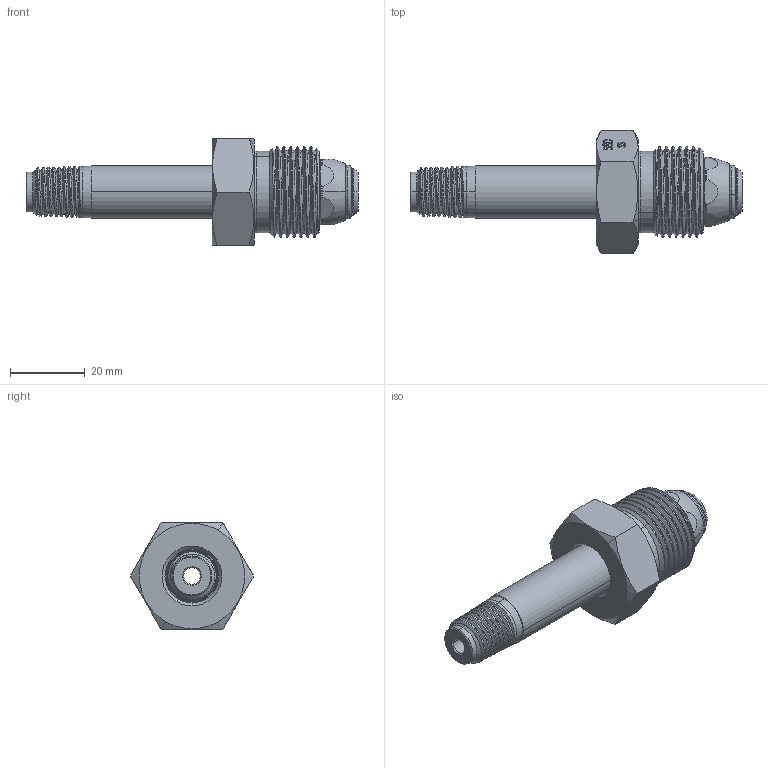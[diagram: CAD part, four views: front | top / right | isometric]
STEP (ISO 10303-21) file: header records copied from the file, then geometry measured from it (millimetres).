
FILE_DESCRIPTION (( 'STEP AP203' ), '1' );
FILE_NAME ('INL-580SS-4M-56V.STEP', '2024-11-20T13:51:54', ( '' ), ( '' ), 'SwSTEP 2.0', 'SolidWorks 2018', '' );
FILE_SCHEMA (( 'CONFIG_CONTROL_DESIGN' ));
Length unit declared in the file: inch
Products named in the file (4): INL-580SS-4M-56V; PRT-000103; PRT-000133; PRT-000829
Assembly tree (3 placements, depth 2):
  INL-580SS-4M-56V
    PRT-000133
    PRT-000829
    PRT-000103
Bounding box: 88.9 x 33 x 28.57 mm (x, y, z)
Volume: 22856.6 mm3; surface area: 11285.8 mm2
Topology: 3 solids, 3 shells, 140 faces, 397 edges, 272 vertices
Faces by surface type: cone 50, cylinder 33, plane 27, torus 24, bspline 6
Entity records: 11627 total; most frequent: CARTESIAN_POINT 7803, ORIENTED_EDGE 794, DIRECTION 626, EDGE_CURVE 397, VERTEX_POINT 272, AXIS2_PLACEMENT_3D 261, EDGE_LOOP 155, B_SPLINE_CURVE_WITH_KNOTS 144
